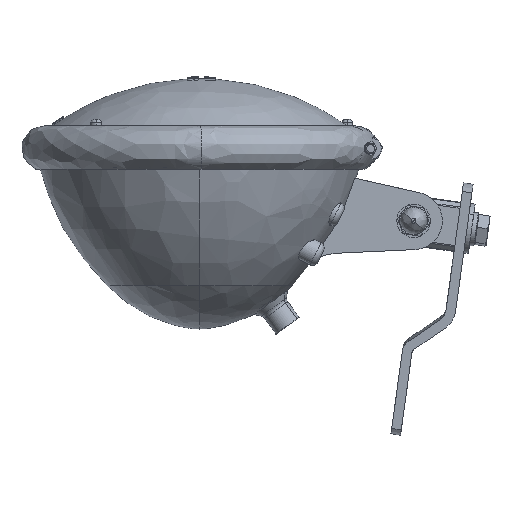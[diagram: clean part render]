
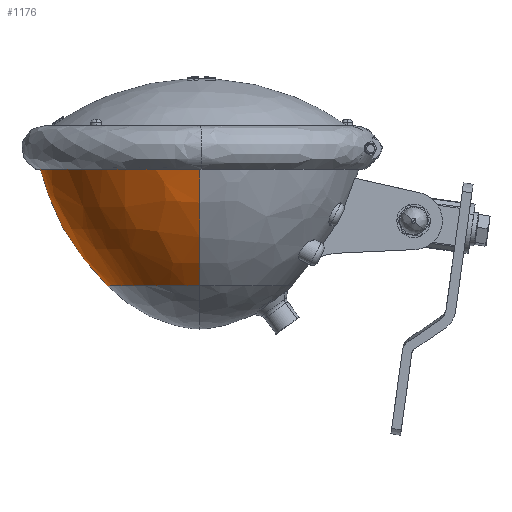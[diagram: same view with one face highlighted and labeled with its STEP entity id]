
A CAD part, left-side view. The second image highlights one B-rep face of the part: STEP entity #1176.
In plain terms, the highlighted free-form (B-spline) face has degree [2, 2] with [5, 3] control points.
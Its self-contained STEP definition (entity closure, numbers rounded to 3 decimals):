
#1057 = VERTEX_POINT('',#1058);
#1058 = CARTESIAN_POINT('',(-39.357,6.916,
    -25.312));
#1067 = VERTEX_POINT('',#1068);
#1068 = CARTESIAN_POINT('',(44.509,6.916,
    -25.312));
#1153 = EDGE_CURVE('',#1057,#1067,#1154,.T.);
#1154 = ( BOUNDED_CURVE() B_SPLINE_CURVE(2,(#1155,#1156,#1157,#1158,
#1159),.UNSPECIFIED.,.F.,.F.) B_SPLINE_CURVE_WITH_KNOTS((3,2,3),(0.,
1.571,3.142),.PIECEWISE_BEZIER_KNOTS.) CURVE() 
GEOMETRIC_REPRESENTATION_ITEM() RATIONAL_B_SPLINE_CURVE((1.,
0.707,1.,0.707,1.)) REPRESENTATION_ITEM('') );
#1155 = CARTESIAN_POINT('',(-39.357,6.916,
    -25.312));
#1156 = CARTESIAN_POINT('',(-39.357,48.849,
    -25.312));
#1157 = CARTESIAN_POINT('',(2.576,48.849,
    -25.312));
#1158 = CARTESIAN_POINT('',(44.509,48.849,
    -25.312));
#1159 = CARTESIAN_POINT('',(44.509,6.916,
    -25.312));
#1176 = ADVANCED_FACE('',(#1177),#1204,.F.);
#1177 = FACE_BOUND('',#1178,.F.);
#1178 = EDGE_LOOP('',(#1179,#1187,#1188,#1196));
#1179 = ORIENTED_EDGE('',*,*,#1180,.T.);
#1180 = EDGE_CURVE('',#1181,#1057,#1183,.T.);
#1181 = VERTEX_POINT('',#1182);
#1182 = CARTESIAN_POINT('',(-70.729,6.916,
    30.765));
#1183 = ( BOUNDED_CURVE() B_SPLINE_CURVE(2,(#1184,#1185,#1186),
.UNSPECIFIED.,.F.,.F.) B_SPLINE_CURVE_WITH_KNOTS((3,3),(4.931,
5.514),.PIECEWISE_BEZIER_KNOTS.) CURVE() 
GEOMETRIC_REPRESENTATION_ITEM() RATIONAL_B_SPLINE_CURVE((1.,
0.958,1.)) REPRESENTATION_ITEM('') );
#1184 = CARTESIAN_POINT('',(-70.729,6.916,
    30.765));
#1185 = CARTESIAN_POINT('',(-63.448,6.916,
    -1.976));
#1186 = CARTESIAN_POINT('',(-39.357,6.916,
    -25.312));
#1187 = ORIENTED_EDGE('',*,*,#1153,.T.);
#1188 = ORIENTED_EDGE('',*,*,#1189,.F.);
#1189 = EDGE_CURVE('',#1190,#1067,#1192,.T.);
#1190 = VERTEX_POINT('',#1191);
#1191 = CARTESIAN_POINT('',(75.881,6.916,
    30.765));
#1192 = ( BOUNDED_CURVE() B_SPLINE_CURVE(2,(#1193,#1194,#1195),
.UNSPECIFIED.,.F.,.F.) B_SPLINE_CURVE_WITH_KNOTS((3,3),(3.36,
3.943),.PIECEWISE_BEZIER_KNOTS.) CURVE() 
GEOMETRIC_REPRESENTATION_ITEM() RATIONAL_B_SPLINE_CURVE((1.,
0.958,1.)) REPRESENTATION_ITEM('') );
#1193 = CARTESIAN_POINT('',(75.881,6.916,
    30.765));
#1194 = CARTESIAN_POINT('',(68.599,6.916,
    -1.976));
#1195 = CARTESIAN_POINT('',(44.509,6.916,
    -25.312));
#1196 = ORIENTED_EDGE('',*,*,#1197,.F.);
#1197 = EDGE_CURVE('',#1181,#1190,#1198,.T.);
#1198 = ( BOUNDED_CURVE() B_SPLINE_CURVE(2,(#1199,#1200,#1201,#1202,
#1203),.UNSPECIFIED.,.F.,.F.) B_SPLINE_CURVE_WITH_KNOTS((3,2,3),(0.,
1.571,3.142),.PIECEWISE_BEZIER_KNOTS.) CURVE() 
GEOMETRIC_REPRESENTATION_ITEM() RATIONAL_B_SPLINE_CURVE((1.,
0.707,1.,0.707,1.)) REPRESENTATION_ITEM('') );
#1199 = CARTESIAN_POINT('',(-70.729,6.916,
    30.765));
#1200 = CARTESIAN_POINT('',(-70.729,80.221,
    30.765));
#1201 = CARTESIAN_POINT('',(2.576,80.221,
    30.765));
#1202 = CARTESIAN_POINT('',(75.881,80.221,
    30.765));
#1203 = CARTESIAN_POINT('',(75.881,6.916,
    30.765));
#1204 = ( BOUNDED_SURFACE() B_SPLINE_SURFACE(2,2,(
    (#1205,#1206,#1207)
    ,(#1208,#1209,#1210)
    ,(#1211,#1212,#1213)
    ,(#1214,#1215,#1216)
    ,(#1217,#1218,#1219
)),.UNSPECIFIED.,.F.,.F.,.F.) B_SPLINE_SURFACE_WITH_KNOTS((3,2,3),(3,3),
  (3.142,4.712,6.283),(2.34,
    2.923),.PIECEWISE_BEZIER_KNOTS.) 
GEOMETRIC_REPRESENTATION_ITEM() RATIONAL_B_SPLINE_SURFACE((
    (1.,0.958,1.)
    ,(0.707,0.677,0.707)
    ,(1.,0.958,1.)
    ,(0.707,0.677,0.707)
,(1.,0.958,1.))) REPRESENTATION_ITEM('') SURFACE() );
#1205 = CARTESIAN_POINT('',(-39.357,6.916,
    -25.312));
#1206 = CARTESIAN_POINT('',(-63.448,6.916,
    -1.976));
#1207 = CARTESIAN_POINT('',(-70.729,6.916,
    30.765));
#1208 = CARTESIAN_POINT('',(-39.357,48.849,
    -25.312));
#1209 = CARTESIAN_POINT('',(-63.448,72.94,
    -1.976));
#1210 = CARTESIAN_POINT('',(-70.729,80.221,
    30.765));
#1211 = CARTESIAN_POINT('',(2.576,48.849,
    -25.312));
#1212 = CARTESIAN_POINT('',(2.576,72.94,
    -1.976));
#1213 = CARTESIAN_POINT('',(2.576,80.221,
    30.765));
#1214 = CARTESIAN_POINT('',(44.509,48.849,
    -25.312));
#1215 = CARTESIAN_POINT('',(68.599,72.94,
    -1.976));
#1216 = CARTESIAN_POINT('',(75.881,80.221,
    30.765));
#1217 = CARTESIAN_POINT('',(44.509,6.916,
    -25.312));
#1218 = CARTESIAN_POINT('',(68.599,6.916,
    -1.976));
#1219 = CARTESIAN_POINT('',(75.881,6.916,
    30.765));
